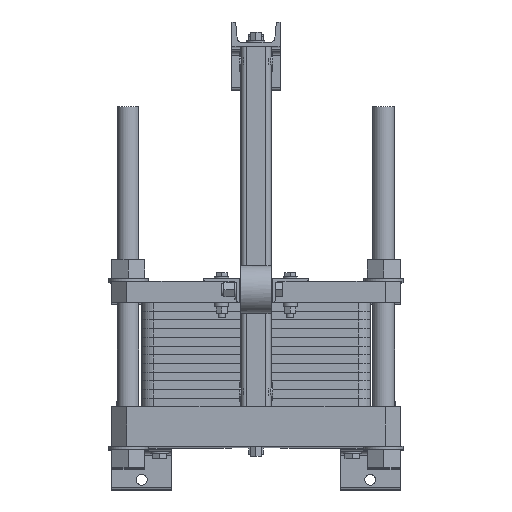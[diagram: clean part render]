
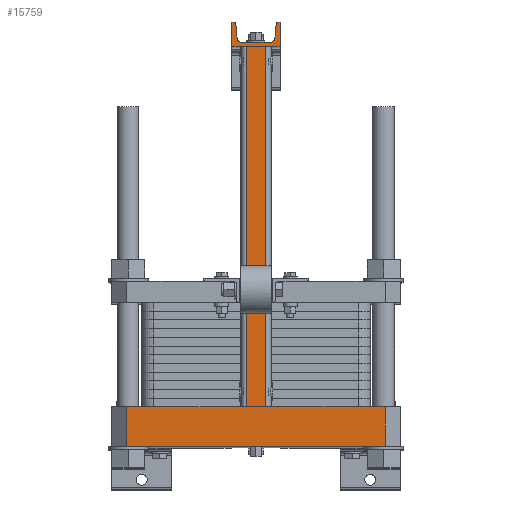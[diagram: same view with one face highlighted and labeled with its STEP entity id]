
A CAD part, top view. The second image highlights one B-rep face of the part: STEP entity #15759.
In plain terms, the highlighted planar face has unit normal (0, 0, 1).
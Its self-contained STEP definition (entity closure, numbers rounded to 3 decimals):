
#1888=FACE_OUTER_BOUND('',#2759,.T.);
#2759=EDGE_LOOP('',(#11659,#11660,#11661,#11662,#11663,#11664,#11665,#11666,
#11667,#11668,#11669,#11670,#11671,#11672,#11673,#11674,#11675,#11676,#11677,
#11678));
#3810=LINE('',#23130,#5508);
#3814=LINE('',#23137,#5512);
#3821=LINE('',#23161,#5519);
#3825=LINE('',#23173,#5523);
#3829=LINE('',#23185,#5527);
#3833=LINE('',#23205,#5531);
#3837=LINE('',#23217,#5535);
#3862=LINE('',#23283,#5560);
#3875=LINE('',#23315,#5573);
#3956=LINE('',#23658,#5654);
#3957=LINE('',#23678,#5655);
#3958=LINE('',#23680,#5656);
#3959=LINE('',#23682,#5657);
#3960=LINE('',#23684,#5658);
#3961=LINE('',#23686,#5659);
#3962=LINE('',#23687,#5660);
#5508=VECTOR('',#18203,10.);
#5512=VECTOR('',#18207,10.);
#5519=VECTOR('',#18224,10.);
#5523=VECTOR('',#18236,10.);
#5527=VECTOR('',#18248,10.);
#5531=VECTOR('',#18268,10.);
#5535=VECTOR('',#18280,10.);
#5560=VECTOR('',#18341,10.);
#5573=VECTOR('',#18378,10.);
#5654=VECTOR('',#18647,10.);
#5655=VECTOR('',#18652,1.);
#5656=VECTOR('',#18653,10.);
#5657=VECTOR('',#18654,10.);
#5658=VECTOR('',#18655,10.);
#5659=VECTOR('',#18656,10.);
#5660=VECTOR('',#18657,10.);
#7208=CIRCLE('',#16546,4.);
#7210=CIRCLE('',#16550,8.);
#7216=CIRCLE('',#16558,8.);
#7218=CIRCLE('',#16562,4.);
#7981=VERTEX_POINT('',#23114);
#7988=VERTEX_POINT('',#23127);
#7989=VERTEX_POINT('',#23129);
#7992=VERTEX_POINT('',#23135);
#8003=VERTEX_POINT('',#23158);
#8004=VERTEX_POINT('',#23160);
#8006=VERTEX_POINT('',#23166);
#8008=VERTEX_POINT('',#23172);
#8010=VERTEX_POINT('',#23178);
#8012=VERTEX_POINT('',#23184);
#8018=VERTEX_POINT('',#23198);
#8020=VERTEX_POINT('',#23204);
#8022=VERTEX_POINT('',#23210);
#8024=VERTEX_POINT('',#23216);
#8142=VERTEX_POINT('',#23657);
#8143=VERTEX_POINT('',#23677);
#8144=VERTEX_POINT('',#23679);
#8145=VERTEX_POINT('',#23681);
#8146=VERTEX_POINT('',#23683);
#8147=VERTEX_POINT('',#23685);
#9336=EDGE_CURVE('',#7989,#7988,#3810,.T.);
#9340=EDGE_CURVE('',#7981,#7992,#3814,.T.);
#9351=EDGE_CURVE('',#8004,#8003,#3821,.T.);
#9354=EDGE_CURVE('',#8006,#8004,#7208,.T.);
#9357=EDGE_CURVE('',#8008,#8006,#3825,.T.);
#9360=EDGE_CURVE('',#8010,#8008,#7210,.T.);
#9363=EDGE_CURVE('',#8012,#8010,#3829,.T.);
#9370=EDGE_CURVE('',#8018,#8012,#7216,.T.);
#9373=EDGE_CURVE('',#8020,#8018,#3833,.T.);
#9376=EDGE_CURVE('',#8022,#8020,#7218,.T.);
#9379=EDGE_CURVE('',#8024,#8022,#3837,.T.);
#9411=EDGE_CURVE('',#8003,#7989,#3862,.T.);
#9427=EDGE_CURVE('',#7992,#8024,#3875,.T.);
#9544=EDGE_CURVE('',#8142,#7981,#3956,.T.);
#9547=EDGE_CURVE('',#7988,#8143,#3957,.T.);
#9548=EDGE_CURVE('',#8143,#8144,#3958,.T.);
#9549=EDGE_CURVE('',#8144,#8145,#3959,.T.);
#9550=EDGE_CURVE('',#8146,#8145,#3960,.T.);
#9551=EDGE_CURVE('',#8147,#8146,#3961,.T.);
#9552=EDGE_CURVE('',#8147,#8142,#3962,.T.);
#11659=ORIENTED_EDGE('',*,*,#9547,.T.);
#11660=ORIENTED_EDGE('',*,*,#9548,.T.);
#11661=ORIENTED_EDGE('',*,*,#9549,.T.);
#11662=ORIENTED_EDGE('',*,*,#9550,.F.);
#11663=ORIENTED_EDGE('',*,*,#9551,.F.);
#11664=ORIENTED_EDGE('',*,*,#9552,.T.);
#11665=ORIENTED_EDGE('',*,*,#9544,.T.);
#11666=ORIENTED_EDGE('',*,*,#9340,.T.);
#11667=ORIENTED_EDGE('',*,*,#9427,.T.);
#11668=ORIENTED_EDGE('',*,*,#9379,.T.);
#11669=ORIENTED_EDGE('',*,*,#9376,.T.);
#11670=ORIENTED_EDGE('',*,*,#9373,.T.);
#11671=ORIENTED_EDGE('',*,*,#9370,.T.);
#11672=ORIENTED_EDGE('',*,*,#9363,.T.);
#11673=ORIENTED_EDGE('',*,*,#9360,.T.);
#11674=ORIENTED_EDGE('',*,*,#9357,.T.);
#11675=ORIENTED_EDGE('',*,*,#9354,.T.);
#11676=ORIENTED_EDGE('',*,*,#9351,.T.);
#11677=ORIENTED_EDGE('',*,*,#9411,.T.);
#11678=ORIENTED_EDGE('',*,*,#9336,.T.);
#15126=PLANE('',#16689);
#15759=ADVANCED_FACE('',(#1888),#15126,.T.);
#16546=AXIS2_PLACEMENT_3D('',#23167,#18230,#18231);
#16550=AXIS2_PLACEMENT_3D('',#23179,#18242,#18243);
#16558=AXIS2_PLACEMENT_3D('',#23199,#18262,#18263);
#16562=AXIS2_PLACEMENT_3D('',#23211,#18274,#18275);
#16689=AXIS2_PLACEMENT_3D('',#23676,#18650,#18651);
#18203=DIRECTION('',(1.,0.,0.));
#18207=DIRECTION('',(1.,0.,0.));
#18224=DIRECTION('',(-1.,0.,0.));
#18230=DIRECTION('center_axis',(0.,0.,1.));
#18231=DIRECTION('ref_axis',(0.996,0.091,0.));
#18236=DIRECTION('',(-0.091,0.996,0.));
#18242=DIRECTION('center_axis',(0.,0.,-1.));
#18243=DIRECTION('ref_axis',(0.996,0.091,0.));
#18248=DIRECTION('',(-1.,0.,0.));
#18262=DIRECTION('center_axis',(0.,0.,-1.));
#18263=DIRECTION('ref_axis',(0.,1.,0.));
#18268=DIRECTION('',(-0.091,-0.996,0.));
#18274=DIRECTION('center_axis',(0.,0.,1.));
#18275=DIRECTION('ref_axis',(0.,1.,0.));
#18280=DIRECTION('',(-1.,0.,0.));
#18341=DIRECTION('',(0.,-1.,0.));
#18378=DIRECTION('',(0.,1.,0.));
#18647=DIRECTION('',(0.,1.,0.));
#18650=DIRECTION('center_axis',(0.,0.,
1.));
#18651=DIRECTION('ref_axis',(-1.,0.,0.));
#18652=DIRECTION('',(0.,-1.,0.));
#18653=DIRECTION('',(-1.,0.,0.));
#18654=DIRECTION('',(0.,-1.,0.));
#18655=DIRECTION('',(-1.,0.,0.));
#18656=DIRECTION('',(0.,-1.,0.));
#18657=DIRECTION('',(-1.,0.,0.));
#23114=CARTESIAN_POINT('',(16.2,600.,1754.));
#23127=CARTESIAN_POINT('',(-16.2,600.,1754.));
#23129=CARTESIAN_POINT('',(-40.,600.,1754.));
#23130=CARTESIAN_POINT('',(-40.,600.,1754.));
#23135=CARTESIAN_POINT('',(40.,600.,1754.));
#23137=CARTESIAN_POINT('',(-40.,600.,1754.));
#23158=CARTESIAN_POINT('',(-40.,640.,1754.));
#23160=CARTESIAN_POINT('',(-37.45,640.,1754.));
#23161=CARTESIAN_POINT('',(-37.45,640.,1754.));
#23166=CARTESIAN_POINT('',(-33.466,636.366,1754.));
#23167=CARTESIAN_POINT('Origin',(-37.45,636.,1754.));
#23172=CARTESIAN_POINT('',(-31.347,613.269,1754.));
#23173=CARTESIAN_POINT('',(-31.347,613.269,1754.));
#23178=CARTESIAN_POINT('',(-23.381,606.,1754.));
#23179=CARTESIAN_POINT('Origin',(-23.381,614.,1754.));
#23184=CARTESIAN_POINT('',(23.381,606.,1754.));
#23185=CARTESIAN_POINT('',(23.381,606.,1754.));
#23198=CARTESIAN_POINT('',(31.347,613.269,1754.));
#23199=CARTESIAN_POINT('Origin',(23.381,614.,1754.));
#23204=CARTESIAN_POINT('',(33.466,636.366,1754.));
#23205=CARTESIAN_POINT('',(33.466,636.366,1754.));
#23210=CARTESIAN_POINT('',(37.45,640.,1754.));
#23211=CARTESIAN_POINT('Origin',(37.45,636.,1754.));
#23216=CARTESIAN_POINT('',(40.,640.,1754.));
#23217=CARTESIAN_POINT('',(40.,640.,1754.));
#23283=CARTESIAN_POINT('',(-40.,640.,1754.));
#23315=CARTESIAN_POINT('',(40.,600.,1754.));
#23657=CARTESIAN_POINT('',(16.2,0.,1754.));
#23658=CARTESIAN_POINT('',(16.2,0.,1754.));
#23676=CARTESIAN_POINT('Origin',(215.,0.,1754.));
#23677=CARTESIAN_POINT('',(-16.2,0.,1754.));
#23678=CARTESIAN_POINT('',(-16.2,761.,1754.));
#23679=CARTESIAN_POINT('',(-215.,0.,1754.));
#23680=CARTESIAN_POINT('',(215.,0.,1754.));
#23681=CARTESIAN_POINT('',(-215.,-65.,1754.));
#23682=CARTESIAN_POINT('',(-215.,0.,1754.));
#23683=CARTESIAN_POINT('',(215.,-65.,1754.));
#23684=CARTESIAN_POINT('',(215.,-65.,1754.));
#23685=CARTESIAN_POINT('',(215.,0.,1754.));
#23686=CARTESIAN_POINT('',(215.,0.,1754.));
#23687=CARTESIAN_POINT('',(215.,0.,1754.));
